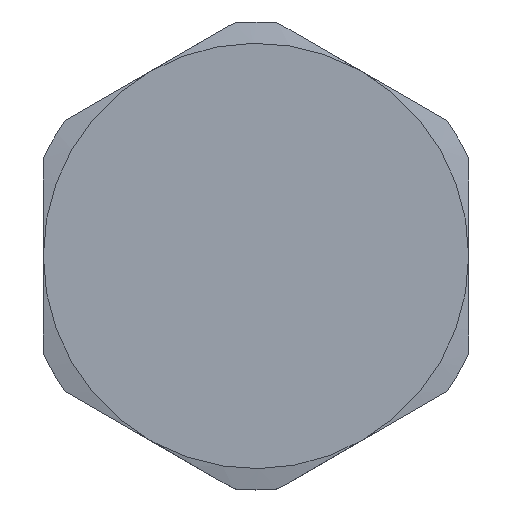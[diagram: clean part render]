
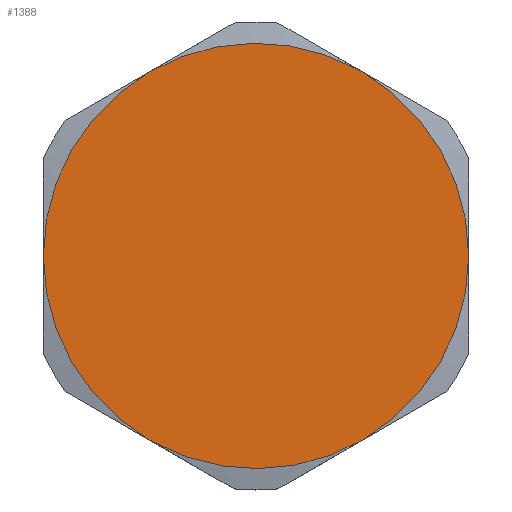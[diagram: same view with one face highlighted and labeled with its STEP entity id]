
A CAD part, top view. The second image highlights one B-rep face of the part: STEP entity #1388.
In plain terms, the highlighted planar face has unit normal (0, 0, 1).
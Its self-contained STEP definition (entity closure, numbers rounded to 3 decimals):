
#1258=AXIS2_PLACEMENT_3D('Circle Axis2P3D',#1256,#1257,$) ;
#1270=AXIS2_PLACEMENT_3D('Circle Axis2P3D',#1268,#1269,$) ;
#1282=AXIS2_PLACEMENT_3D('Circle Axis2P3D',#1280,#1281,$) ;
#1308=AXIS2_PLACEMENT_3D('Circle Axis2P3D',#1306,#1307,$) ;
#1319=AXIS2_PLACEMENT_3D('Circle Axis2P3D',#1317,#1318,$) ;
#1331=AXIS2_PLACEMENT_3D('Circle Axis2P3D',#1329,#1330,$) ;
#1343=AXIS2_PLACEMENT_3D('Circle Axis2P3D',#1341,#1342,$) ;
#1364=AXIS2_PLACEMENT_3D('Circle Axis2P3D',#1362,#1363,$) ;
#1376=AXIS2_PLACEMENT_3D('Plane Axis2P3D',#1373,#1374,#1375) ;
#848=CARTESIAN_POINT('Vertex',(0.,33.,22.)) ;
#911=CARTESIAN_POINT('Vertex',(15.,58.981,22.)) ;
#1008=CARTESIAN_POINT('Vertex',(45.,58.981,22.)) ;
#1072=CARTESIAN_POINT('Vertex',(60.,33.,22.)) ;
#1135=CARTESIAN_POINT('Vertex',(45.,7.019,22.)) ;
#1228=CARTESIAN_POINT('Vertex',(15.,7.019,22.)) ;
#1256=CARTESIAN_POINT('Axis2P3D Location',(30.,33.,22.)) ;
#1268=CARTESIAN_POINT('Axis2P3D Location',(30.,33.,22.)) ;
#1280=CARTESIAN_POINT('Axis2P3D Location',(30.,33.,22.)) ;
#1284=CARTESIAN_POINT('Vertex',(44.383,59.327,22.)) ;
#1306=CARTESIAN_POINT('Axis2P3D Location',(30.,33.,22.)) ;
#1317=CARTESIAN_POINT('Axis2P3D Location',(30.,33.,22.)) ;
#1329=CARTESIAN_POINT('Axis2P3D Location',(30.,33.,22.)) ;
#1341=CARTESIAN_POINT('Axis2P3D Location',(30.,33.,22.)) ;
#1345=CARTESIAN_POINT('Vertex',(15.617,6.673,22.)) ;
#1362=CARTESIAN_POINT('Axis2P3D Location',(30.,33.,22.)) ;
#1373=CARTESIAN_POINT('Axis2P3D Location',(30.,33.,22.)) ;
#1257=DIRECTION('Axis2P3D Direction',(0.,0.,-1.)) ;
#1269=DIRECTION('Axis2P3D Direction',(0.,0.,-1.)) ;
#1281=DIRECTION('Axis2P3D Direction',(0.,0.,-1.)) ;
#1307=DIRECTION('Axis2P3D Direction',(0.,0.,-1.)) ;
#1318=DIRECTION('Axis2P3D Direction',(0.,0.,-1.)) ;
#1330=DIRECTION('Axis2P3D Direction',(0.,0.,-1.)) ;
#1342=DIRECTION('Axis2P3D Direction',(0.,0.,-1.)) ;
#1363=DIRECTION('Axis2P3D Direction',(0.,0.,-1.)) ;
#1374=DIRECTION('Axis2P3D Direction',(0.,0.,-1.)) ;
#1375=DIRECTION('Axis2P3D XDirection',(0.,-1.,0.)) ;
#1379=ORIENTED_EDGE('',*,*,#1310,.F.) ;
#1380=ORIENTED_EDGE('',*,*,#1286,.F.) ;
#1381=ORIENTED_EDGE('',*,*,#1272,.F.) ;
#1382=ORIENTED_EDGE('',*,*,#1260,.F.) ;
#1383=ORIENTED_EDGE('',*,*,#1366,.F.) ;
#1384=ORIENTED_EDGE('',*,*,#1347,.F.) ;
#1385=ORIENTED_EDGE('',*,*,#1333,.F.) ;
#1386=ORIENTED_EDGE('',*,*,#1321,.F.) ;
#1388=ADVANCED_FACE('STOPPER_PLUG_M50',(#1387),#1377,.F.) ;
#1259=CIRCLE('generated circle',#1258,30.) ;
#1271=CIRCLE('generated circle',#1270,30.) ;
#1283=CIRCLE('generated circle',#1282,30.) ;
#1309=CIRCLE('generated circle',#1308,30.) ;
#1320=CIRCLE('generated circle',#1319,30.) ;
#1332=CIRCLE('generated circle',#1331,30.) ;
#1344=CIRCLE('generated circle',#1343,30.) ;
#1365=CIRCLE('generated circle',#1364,30.) ;
#1260=EDGE_CURVE('',#1229,#849,#1259,.T.) ;
#1272=EDGE_CURVE('',#849,#912,#1271,.T.) ;
#1286=EDGE_CURVE('',#912,#1285,#1283,.T.) ;
#1310=EDGE_CURVE('',#1285,#1009,#1309,.T.) ;
#1321=EDGE_CURVE('',#1009,#1073,#1320,.T.) ;
#1333=EDGE_CURVE('',#1073,#1136,#1332,.T.) ;
#1347=EDGE_CURVE('',#1136,#1346,#1344,.T.) ;
#1366=EDGE_CURVE('',#1346,#1229,#1365,.T.) ;
#1378=EDGE_LOOP('',(#1379,#1380,#1381,#1382,#1383,#1384,#1385,#1386)) ;
#1387=FACE_OUTER_BOUND('',#1378,.T.) ;
#1377=PLANE('',#1376) ;
#849=VERTEX_POINT('',#848) ;
#912=VERTEX_POINT('',#911) ;
#1009=VERTEX_POINT('',#1008) ;
#1073=VERTEX_POINT('',#1072) ;
#1136=VERTEX_POINT('',#1135) ;
#1229=VERTEX_POINT('',#1228) ;
#1285=VERTEX_POINT('',#1284) ;
#1346=VERTEX_POINT('',#1345) ;
